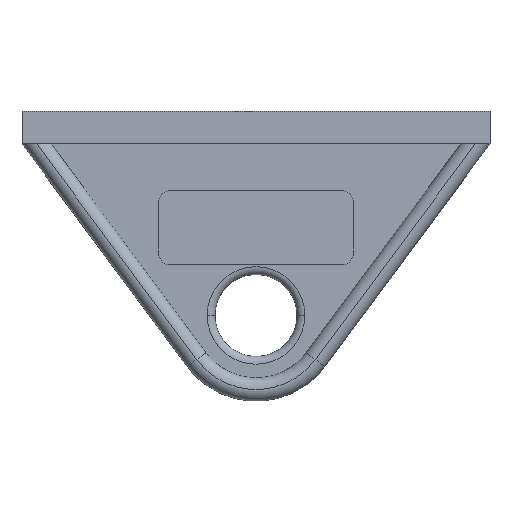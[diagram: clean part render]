
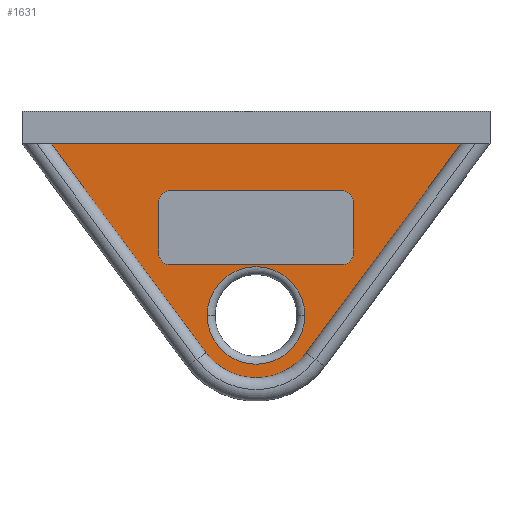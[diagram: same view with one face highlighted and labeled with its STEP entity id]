
A CAD part, top view. The second image highlights one B-rep face of the part: STEP entity #1631.
In plain terms, the highlighted planar face has unit normal (0, 0, 1).
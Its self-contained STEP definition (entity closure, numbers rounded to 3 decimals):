
#7 = DIRECTION ( 'NONE',  ( -1., 0., 0. ) ) ;
#16 = AXIS2_PLACEMENT_3D ( 'NONE', #184, #1172, #334 ) ;
#26 = CARTESIAN_POINT ( 'NONE',  ( 0., 0., 1.5 ) ) ;
#36 = CARTESIAN_POINT ( 'NONE',  ( 12.5, 14.5, 1.5 ) ) ;
#76 = VECTOR ( 'NONE', #616, 1000. ) ;
#81 = AXIS2_PLACEMENT_3D ( 'NONE', #345, #1333, #497 ) ;
#82 = VECTOR ( 'NONE', #188, 1000. ) ;
#98 = ORIENTED_EDGE ( 'NONE', *, *, #444, .T. ) ;
#110 = AXIS2_PLACEMENT_3D ( 'NONE', #1040, #191, #1176 ) ;
#125 = VERTEX_POINT ( 'NONE', #36 ) ;
#133 = AXIS2_PLACEMENT_3D ( 'NONE', #180, #1170, #332 ) ;
#148 = EDGE_LOOP ( 'NONE', ( #324, #98 ) ) ;
#162 = CARTESIAN_POINT ( 'NONE',  ( 26.266, 22., 1.5 ) ) ;
#163 = CIRCLE ( 'NONE', #746, 1.5 ) ;
#176 = DIRECTION ( 'NONE',  ( 1., 0., 0. ) ) ;
#179 = CARTESIAN_POINT ( 'NONE',  ( -11., 16., 1.5 ) ) ;
#180 = CARTESIAN_POINT ( 'NONE',  ( 0., 0., 1.5 ) ) ;
#184 = CARTESIAN_POINT ( 'NONE',  ( 0., 0., 1.5 ) ) ;
#188 = DIRECTION ( 'NONE',  ( 1., 0., 0. ) ) ;
#191 = DIRECTION ( 'NONE',  ( 0., 0., 1. ) ) ;
#217 = CARTESIAN_POINT ( 'NONE',  ( 11., 8., 1.5 ) ) ;
#232 = DIRECTION ( 'NONE',  ( 0.595, -0.803, 0. ) ) ;
#237 = EDGE_LOOP ( 'NONE', ( #902, #937, #720, #694, #1191, #241 ) ) ;
#241 = ORIENTED_EDGE ( 'NONE', *, *, #1641, .T. ) ;
#245 = CIRCLE ( 'NONE', #1475, 6.25 ) ;
#260 = VERTEX_POINT ( 'NONE', #1280 ) ;
#281 = LINE ( 'NONE', #1344, #1727 ) ;
#292 = VECTOR ( 'NONE', #1680, 1000. ) ;
#324 = ORIENTED_EDGE ( 'NONE', *, *, #1510, .T. ) ;
#332 = DIRECTION ( 'NONE',  ( 1., 0., 0. ) ) ;
#334 = DIRECTION ( 'NONE',  ( 1., 0., 0. ) ) ;
#345 = CARTESIAN_POINT ( 'NONE',  ( 11., 14.5, 1.5 ) ) ;
#351 = EDGE_CURVE ( 'NONE', #590, #689, #163, .T. ) ;
#362 = DIRECTION ( 'NONE',  ( -1., 0., 0. ) ) ;
#363 = EDGE_CURVE ( 'NONE', #878, #590, #1218, .T. ) ;
#399 = DIRECTION ( 'NONE',  ( 0., 0., 1. ) ) ;
#408 = EDGE_CURVE ( 'NONE', #1760, #1703, #1721, .T. ) ;
#412 = VERTEX_POINT ( 'NONE', #162 ) ;
#419 = CIRCLE ( 'NONE', #81, 1.5 ) ;
#444 = EDGE_CURVE ( 'NONE', #260, #977, #245, .T. ) ;
#447 = CIRCLE ( 'NONE', #16, 8. ) ;
#497 = DIRECTION ( 'NONE',  ( -1., 0., 0. ) ) ;
#504 = CARTESIAN_POINT ( 'NONE',  ( 0., 0., 1.5 ) ) ;
#506 = VERTEX_POINT ( 'NONE', #1199 ) ;
#553 = VERTEX_POINT ( 'NONE', #1301 ) ;
#565 = CARTESIAN_POINT ( 'NONE',  ( -1., 22., 1.5 ) ) ;
#590 = VERTEX_POINT ( 'NONE', #882 ) ;
#592 = ORIENTED_EDGE ( 'NONE', *, *, #1611, .F. ) ;
#616 = DIRECTION ( 'NONE',  ( 0., -1., 0. ) ) ;
#631 = EDGE_CURVE ( 'NONE', #1182, #506, #447, .T. ) ;
#641 = DIRECTION ( 'NONE',  ( 0., 1., 0. ) ) ;
#650 = PLANE ( 'NONE',  #1653 ) ;
#661 = VECTOR ( 'NONE', #875, 1000. ) ;
#687 = VERTEX_POINT ( 'NONE', #1738 ) ;
#689 = VERTEX_POINT ( 'NONE', #788 ) ;
#694 = ORIENTED_EDGE ( 'NONE', *, *, #830, .T. ) ;
#712 = FACE_OUTER_BOUND ( 'NONE', #237, .T. ) ;
#720 = ORIENTED_EDGE ( 'NONE', *, *, #1407, .T. ) ;
#723 = LINE ( 'NONE', #1275, #292 ) ;
#735 = EDGE_CURVE ( 'NONE', #689, #1382, #1352, .T. ) ;
#746 = AXIS2_PLACEMENT_3D ( 'NONE', #1238, #399, #1019 ) ;
#778 = CARTESIAN_POINT ( 'NONE',  ( -11., 6.5, 1.5 ) ) ;
#788 = CARTESIAN_POINT ( 'NONE',  ( -11., 6.5, 1.5 ) ) ;
#811 = LINE ( 'NONE', #1595, #1119 ) ;
#830 = EDGE_CURVE ( 'NONE', #1336, #1182, #1614, .T. ) ;
#843 = CIRCLE ( 'NONE', #133, 6.25 ) ;
#875 = DIRECTION ( 'NONE',  ( -1., 0., 0. ) ) ;
#878 = VERTEX_POINT ( 'NONE', #1665 ) ;
#882 = CARTESIAN_POINT ( 'NONE',  ( -12.5, 8., 1.5 ) ) ;
#889 = CARTESIAN_POINT ( 'NONE',  ( -6.427, -4.764, 1.5 ) ) ;
#902 = ORIENTED_EDGE ( 'NONE', *, *, #1381, .T. ) ;
#920 = DIRECTION ( 'NONE',  ( 0., 0., 1. ) ) ;
#928 = ORIENTED_EDGE ( 'NONE', *, *, #1632, .F. ) ;
#937 = ORIENTED_EDGE ( 'NONE', *, *, #408, .T. ) ;
#977 = VERTEX_POINT ( 'NONE', #993 ) ;
#978 = ORIENTED_EDGE ( 'NONE', *, *, #351, .F. ) ;
#993 = CARTESIAN_POINT ( 'NONE',  ( 6.25, 0., 1.5 ) ) ;
#1002 = ORIENTED_EDGE ( 'NONE', *, *, #1540, .F. ) ;
#1019 = DIRECTION ( 'NONE',  ( -1., 0., 0. ) ) ;
#1027 = DIRECTION ( 'NONE',  ( 0., 0., -1. ) ) ;
#1038 = CIRCLE ( 'NONE', #1661, 1.5 ) ;
#1040 = CARTESIAN_POINT ( 'NONE',  ( -11., 14.5, 1.5 ) ) ;
#1119 = VECTOR ( 'NONE', #1731, 1000. ) ;
#1138 = CARTESIAN_POINT ( 'NONE',  ( 11., 6.5, 1.5 ) ) ;
#1139 = EDGE_LOOP ( 'NONE', ( #978, #1816, #1002, #1673, #1618, #592, #928, #1148 ) ) ;
#1148 = ORIENTED_EDGE ( 'NONE', *, *, #735, .F. ) ;
#1159 = CARTESIAN_POINT ( 'NONE',  ( -12.5, 14.5, 1.5 ) ) ;
#1170 = DIRECTION ( 'NONE',  ( 0., 0., -1. ) ) ;
#1172 = DIRECTION ( 'NONE',  ( 0., 0., 1. ) ) ;
#1176 = DIRECTION ( 'NONE',  ( -1., 0., 0. ) ) ;
#1182 = VERTEX_POINT ( 'NONE', #889 ) ;
#1187 = CARTESIAN_POINT ( 'NONE',  ( 12.5, 14.5, 1.5 ) ) ;
#1191 = ORIENTED_EDGE ( 'NONE', *, *, #631, .T. ) ;
#1199 = CARTESIAN_POINT ( 'NONE',  ( 6.427, -4.764, 1.5 ) ) ;
#1202 = DIRECTION ( 'NONE',  ( 0., 0., 1. ) ) ;
#1209 = VECTOR ( 'NONE', #232, 1000. ) ;
#1213 = VERTEX_POINT ( 'NONE', #179 ) ;
#1217 = CARTESIAN_POINT ( 'NONE',  ( -6.427, -4.764, 1.5 ) ) ;
#1218 = LINE ( 'NONE', #1159, #76 ) ;
#1238 = CARTESIAN_POINT ( 'NONE',  ( -11., 8., 1.5 ) ) ;
#1271 = CARTESIAN_POINT ( 'NONE',  ( 1., 22., 1.5 ) ) ;
#1275 = CARTESIAN_POINT ( 'NONE',  ( -30., 22., 1.5 ) ) ;
#1280 = CARTESIAN_POINT ( 'NONE',  ( -6.25, 0., 1.5 ) ) ;
#1288 = CARTESIAN_POINT ( 'NONE',  ( -30., 22., 1.5 ) ) ;
#1301 = CARTESIAN_POINT ( 'NONE',  ( 11., 16., 1.5 ) ) ;
#1333 = DIRECTION ( 'NONE',  ( 0., 0., 1. ) ) ;
#1336 = VERTEX_POINT ( 'NONE', #1744 ) ;
#1344 = CARTESIAN_POINT ( 'NONE',  ( 6.427, -4.764, 1.5 ) ) ;
#1350 = LINE ( 'NONE', #1693, #661 ) ;
#1352 = LINE ( 'NONE', #778, #82 ) ;
#1365 = VECTOR ( 'NONE', #7, 1000. ) ;
#1381 = EDGE_CURVE ( 'NONE', #412, #1760, #723, .T. ) ;
#1382 = VERTEX_POINT ( 'NONE', #1138 ) ;
#1401 = FACE_BOUND ( 'NONE', #1139, .T. ) ;
#1407 = EDGE_CURVE ( 'NONE', #1703, #1336, #1350, .T. ) ;
#1449 = VECTOR ( 'NONE', #641, 1000. ) ;
#1475 = AXIS2_PLACEMENT_3D ( 'NONE', #26, #1027, #176 ) ;
#1479 = DIRECTION ( 'NONE',  ( 0.595, 0.803, 0. ) ) ;
#1497 = FACE_BOUND ( 'NONE', #148, .T. ) ;
#1510 = EDGE_CURVE ( 'NONE', #977, #260, #843, .T. ) ;
#1527 = CIRCLE ( 'NONE', #110, 1.5 ) ;
#1540 = EDGE_CURVE ( 'NONE', #1213, #878, #1527, .T. ) ;
#1581 = EDGE_CURVE ( 'NONE', #553, #1213, #811, .T. ) ;
#1595 = CARTESIAN_POINT ( 'NONE',  ( -11., 16., 1.5 ) ) ;
#1600 = EDGE_CURVE ( 'NONE', #125, #553, #419, .T. ) ;
#1609 = DIRECTION ( 'NONE',  ( 1., 0., 0. ) ) ;
#1611 = EDGE_CURVE ( 'NONE', #687, #125, #1798, .T. ) ;
#1614 = LINE ( 'NONE', #1217, #1209 ) ;
#1618 = ORIENTED_EDGE ( 'NONE', *, *, #1600, .F. ) ;
#1631 = ADVANCED_FACE ( 'NONE', ( #1497, #1401, #712 ), #650, .T. ) ;
#1632 = EDGE_CURVE ( 'NONE', #1382, #687, #1038, .T. ) ;
#1641 = EDGE_CURVE ( 'NONE', #506, #412, #281, .T. ) ;
#1653 = AXIS2_PLACEMENT_3D ( 'NONE', #504, #920, #1609 ) ;
#1661 = AXIS2_PLACEMENT_3D ( 'NONE', #217, #1202, #362 ) ;
#1665 = CARTESIAN_POINT ( 'NONE',  ( -12.5, 14.5, 1.5 ) ) ;
#1673 = ORIENTED_EDGE ( 'NONE', *, *, #1581, .F. ) ;
#1680 = DIRECTION ( 'NONE',  ( -1., 0., 0. ) ) ;
#1693 = CARTESIAN_POINT ( 'NONE',  ( -30., 22., 1.5 ) ) ;
#1703 = VERTEX_POINT ( 'NONE', #565 ) ;
#1721 = LINE ( 'NONE', #1288, #1365 ) ;
#1727 = VECTOR ( 'NONE', #1479, 1000. ) ;
#1731 = DIRECTION ( 'NONE',  ( -1., 0., 0. ) ) ;
#1738 = CARTESIAN_POINT ( 'NONE',  ( 12.5, 8., 1.5 ) ) ;
#1744 = CARTESIAN_POINT ( 'NONE',  ( -26.266, 22., 1.5 ) ) ;
#1760 = VERTEX_POINT ( 'NONE', #1271 ) ;
#1798 = LINE ( 'NONE', #1187, #1449 ) ;
#1816 = ORIENTED_EDGE ( 'NONE', *, *, #363, .F. ) ;
